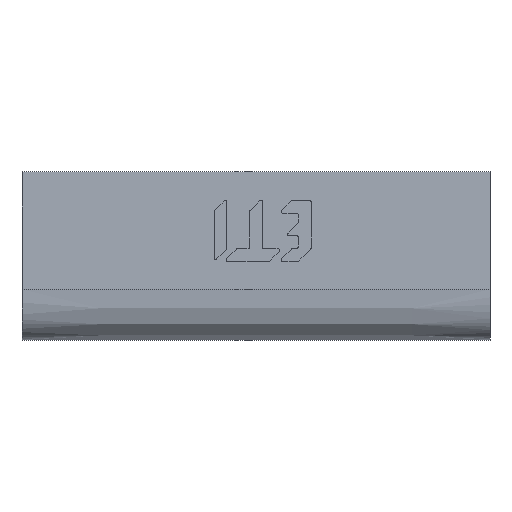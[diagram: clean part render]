
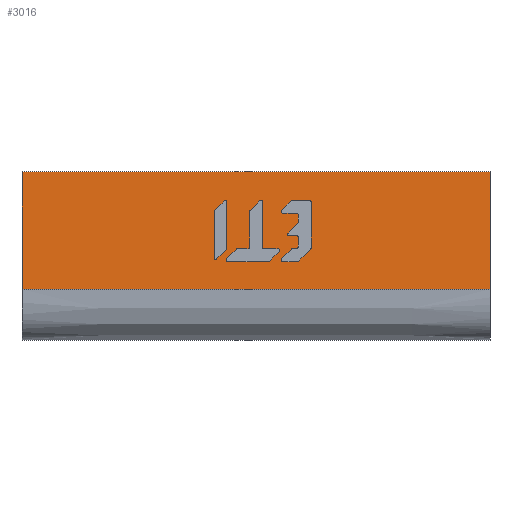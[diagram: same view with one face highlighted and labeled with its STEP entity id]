
A CAD part, top view. The second image highlights one B-rep face of the part: STEP entity #3016.
In plain terms, the highlighted planar face has unit normal (0, 0.046, 0.999).
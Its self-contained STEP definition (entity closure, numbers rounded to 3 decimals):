
#2392=CARTESIAN_POINT('',(-43.291,2.543,
-10.435));
#2397=DIRECTION('',(0.,0.999,-0.046));
#2398=VECTOR('',#2397,11.97);
#2399=CARTESIAN_POINT('',(-43.291,2.543,
-10.435));
#2400=LINE('',#2399,#2398);
#2493=DIRECTION('',(1.,0.,0.));
#2494=VECTOR('',#2493,47.6);
#2495=CARTESIAN_POINT('',(-90.891,2.543,
-10.435));
#2496=LINE('',#2495,#2494);
#2507=CARTESIAN_POINT('',(-90.891,2.543,
-10.435));
#2543=DIRECTION('',(0.,-0.999,0.046));
#2544=VECTOR('',#2543,11.97);
#2545=CARTESIAN_POINT('',(-90.891,14.5,-10.991));
#2546=LINE('',#2545,#2544);
#2690=DIRECTION('',(1.,0.,0.));
#2691=VECTOR('',#2690,47.6);
#2692=CARTESIAN_POINT('',(-90.891,14.5,-10.991));
#2693=LINE('',#2692,#2691);
#2698=VERTEX_POINT('',#2392);
#2699=CARTESIAN_POINT('',(-43.291,14.5,-10.991));
#2700=VERTEX_POINT('',#2699);
#2722=VERTEX_POINT('',#2507);
#2745=CARTESIAN_POINT('',(-90.891,14.5,-10.991));
#2746=VERTEX_POINT('',#2745);
#3005=CARTESIAN_POINT('',(-43.291,14.5,-10.991));
#3006=DIRECTION('',(0.,0.046,0.999));
#3007=DIRECTION('',(0.,-0.999,0.046));
#3008=AXIS2_PLACEMENT_3D('',#3005,#3006,#3007);
#3009=PLANE('',#3008);
#3010=ORIENTED_EDGE('',*,*,#2836,.F.);
#3011=ORIENTED_EDGE('',*,*,#3000,.T.);
#3012=ORIENTED_EDGE('',*,*,#2754,.F.);
#3013=ORIENTED_EDGE('',*,*,#2798,.F.);
#3014=EDGE_LOOP('',(#3010,#3011,#3012,#3013));
#3015=FACE_OUTER_BOUND('',#3014,.F.);
#2754=EDGE_CURVE('',#2698,#2700,#2400,.T.);
#2798=EDGE_CURVE('',#2722,#2698,#2496,.T.);
#2836=EDGE_CURVE('',#2746,#2722,#2546,.T.);
#3000=EDGE_CURVE('',#2746,#2700,#2693,.T.);
#3016=ADVANCED_FACE('',(#3015),#3009,.T.);
